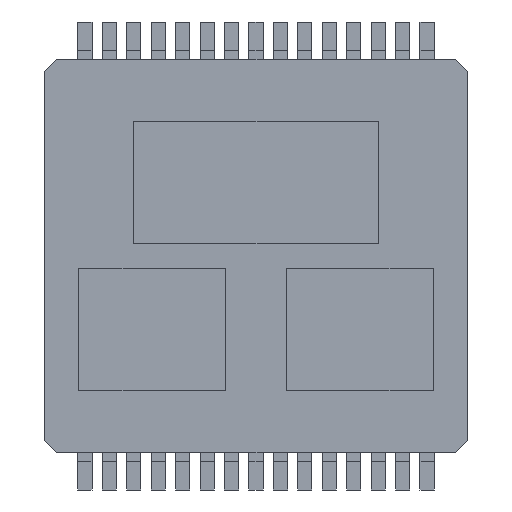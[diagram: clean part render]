
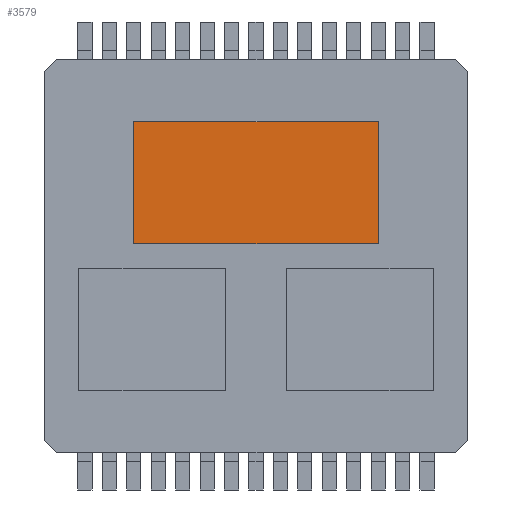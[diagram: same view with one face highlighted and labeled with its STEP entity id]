
A CAD part, front view. The second image highlights one B-rep face of the part: STEP entity #3579.
In plain terms, the highlighted planar face has unit normal (0, -1, 0).
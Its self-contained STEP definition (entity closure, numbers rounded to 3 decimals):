
#3532 = EDGE_CURVE ( 'NONE', #3598, #3534, #6825, .T. ) ;
#3534 = VERTEX_POINT ( 'NONE', #6821 ) ;
#3547 = EDGE_CURVE ( 'NONE', #3554, #3553, #6856, .T. ) ;
#3553 = VERTEX_POINT ( 'NONE', #6848 ) ;
#3554 = VERTEX_POINT ( 'NONE', #6847 ) ;
#3573 = ORIENTED_EDGE ( 'NONE', *, *, #3603, .F. ) ;
#3576 = ORIENTED_EDGE ( 'NONE', *, *, #3532, .F. ) ;
#3577 = ORIENTED_EDGE ( 'NONE', *, *, #3597, .F. ) ;
#3578 = ORIENTED_EDGE ( 'NONE', *, *, #3547, .F. ) ;
#3579 = ADVANCED_FACE ( 'NONE', ( #4252 ), #4251, .F. ) ;
#3580 = EDGE_LOOP ( 'NONE', ( #3576, #3577, #3578, #3573 ) ) ;
#3597 = EDGE_CURVE ( 'NONE', #3553, #3598, #4283, .T. ) ;
#3598 = VERTEX_POINT ( 'NONE', #4274 ) ;
#3603 = EDGE_CURVE ( 'NONE', #3534, #3554, #4269, .T. ) ;
#4247 = DIRECTION ( 'NONE',  ( -1., 0., 0. ) ) ;
#4248 = DIRECTION ( 'NONE',  ( 0., 1., 0. ) ) ;
#4249 = CARTESIAN_POINT ( 'NONE',  ( 15.36, -0.1, -8.424 ) ) ;
#4250 = AXIS2_PLACEMENT_3D ( 'NONE', #4249, #4248, #4247 ) ;
#4251 = PLANE ( 'NONE',  #4250 ) ;
#4252 = FACE_OUTER_BOUND ( 'NONE', #3580, .T. ) ;
#4266 = DIRECTION ( 'NONE',  ( 0., 0., -1. ) ) ;
#4267 = VECTOR ( 'NONE', #4266, 1000. ) ;
#4268 = CARTESIAN_POINT ( 'NONE',  ( 13.65, -0.1, 0.5 ) ) ;
#4269 = LINE ( 'NONE', #4268, #4267 ) ;
#4274 = CARTESIAN_POINT ( 'NONE',  ( 3.65, -0.1, 5.5 ) ) ;
#4275 = DIRECTION ( 'NONE',  ( 0., 0., 1. ) ) ;
#4276 = VECTOR ( 'NONE', #4275, 1000. ) ;
#4277 = CARTESIAN_POINT ( 'NONE',  ( 3.65, -0.1, 0.5 ) ) ;
#4283 = LINE ( 'NONE', #4277, #4276 ) ;
#6821 = CARTESIAN_POINT ( 'NONE',  ( 13.65, -0.1, 5.5 ) ) ;
#6822 = DIRECTION ( 'NONE',  ( 1., 0., 0. ) ) ;
#6823 = VECTOR ( 'NONE', #6822, 1000. ) ;
#6824 = CARTESIAN_POINT ( 'NONE',  ( 13.65, -0.1, 5.5 ) ) ;
#6825 = LINE ( 'NONE', #6824, #6823 ) ;
#6847 = CARTESIAN_POINT ( 'NONE',  ( 13.65, -0.1, 0.5 ) ) ;
#6848 = CARTESIAN_POINT ( 'NONE',  ( 3.65, -0.1, 0.5 ) ) ;
#6853 = DIRECTION ( 'NONE',  ( -1., 0., 0. ) ) ;
#6854 = VECTOR ( 'NONE', #6853, 1000. ) ;
#6855 = CARTESIAN_POINT ( 'NONE',  ( 13.65, -0.1, 0.5 ) ) ;
#6856 = LINE ( 'NONE', #6855, #6854 ) ;
